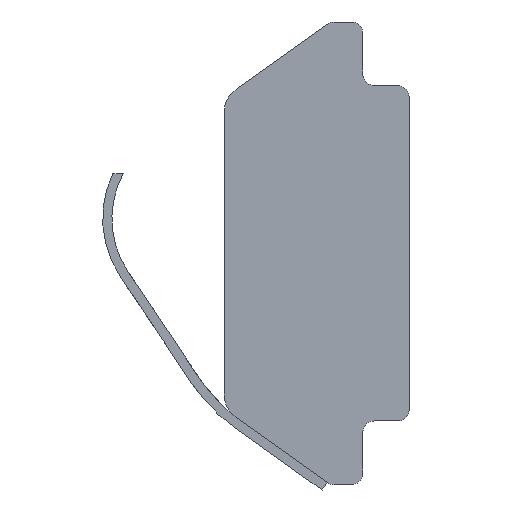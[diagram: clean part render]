
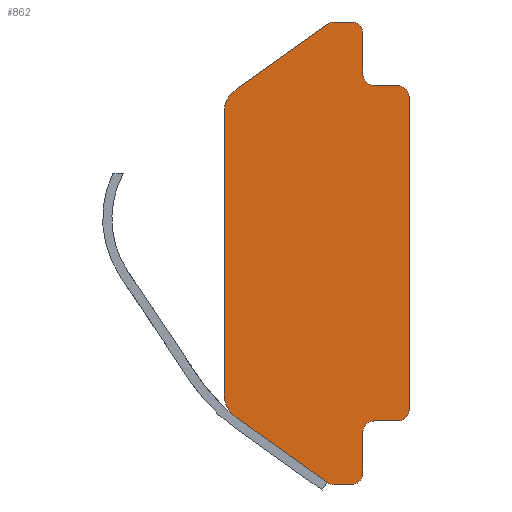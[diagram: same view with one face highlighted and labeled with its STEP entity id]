
A CAD part, front view. The second image highlights one B-rep face of the part: STEP entity #862.
In plain terms, the highlighted planar face has unit normal (0, -1, 0).
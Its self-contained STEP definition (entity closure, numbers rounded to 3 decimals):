
#42=PLANE('',#961);
#84=FACE_OUTER_BOUND('',#131,.T.);
#131=EDGE_LOOP('',(#750,#751,#752,#753,#754,#755,#756,#757,#758,#759,#760,
#761,#762,#763,#764,#765,#766,#767,#768,#769));
#179=LINE('',#1367,#260);
#184=LINE('',#1380,#265);
#188=LINE('',#1392,#269);
#192=LINE('',#1404,#273);
#196=LINE('',#1418,#277);
#200=LINE('',#1430,#281);
#204=LINE('',#1442,#285);
#208=LINE('',#1454,#289);
#212=LINE('',#1466,#293);
#215=LINE('',#1477,#296);
#260=VECTOR('',#1090,1000.);
#265=VECTOR('',#1103,1000.);
#269=VECTOR('',#1115,1000.);
#273=VECTOR('',#1127,1000.);
#277=VECTOR('',#1141,1000.);
#281=VECTOR('',#1153,1000.);
#285=VECTOR('',#1165,1000.);
#289=VECTOR('',#1177,1000.);
#293=VECTOR('',#1189,1000.);
#296=VECTOR('',#1202,1000.);
#319=CIRCLE('',#922,0.2);
#321=CIRCLE('',#926,0.2);
#323=CIRCLE('',#930,0.2);
#326=CIRCLE('',#935,0.2);
#328=CIRCLE('',#939,0.2);
#330=CIRCLE('',#943,0.2);
#332=CIRCLE('',#947,0.2);
#334=CIRCLE('',#951,0.5);
#336=CIRCLE('',#955,0.5);
#339=CIRCLE('',#960,0.2);
#385=VERTEX_POINT('',#1364);
#386=VERTEX_POINT('',#1366);
#388=VERTEX_POINT('',#1372);
#390=VERTEX_POINT('',#1378);
#392=VERTEX_POINT('',#1384);
#394=VERTEX_POINT('',#1390);
#396=VERTEX_POINT('',#1396);
#398=VERTEX_POINT('',#1402);
#401=VERTEX_POINT('',#1410);
#403=VERTEX_POINT('',#1416);
#405=VERTEX_POINT('',#1422);
#407=VERTEX_POINT('',#1428);
#409=VERTEX_POINT('',#1434);
#411=VERTEX_POINT('',#1440);
#413=VERTEX_POINT('',#1446);
#415=VERTEX_POINT('',#1452);
#417=VERTEX_POINT('',#1458);
#419=VERTEX_POINT('',#1464);
#421=VERTEX_POINT('',#1470);
#422=VERTEX_POINT('',#1475);
#487=EDGE_CURVE('',#386,#385,#179,.T.);
#491=EDGE_CURVE('',#385,#388,#319,.T.);
#494=EDGE_CURVE('',#388,#390,#184,.T.);
#497=EDGE_CURVE('',#392,#390,#321,.T.);
#500=EDGE_CURVE('',#392,#394,#188,.T.);
#503=EDGE_CURVE('',#394,#396,#323,.T.);
#506=EDGE_CURVE('',#396,#398,#192,.T.);
#510=EDGE_CURVE('',#398,#401,#326,.T.);
#513=EDGE_CURVE('',#401,#403,#196,.T.);
#516=EDGE_CURVE('',#405,#403,#328,.T.);
#519=EDGE_CURVE('',#405,#407,#200,.T.);
#522=EDGE_CURVE('',#407,#409,#330,.T.);
#525=EDGE_CURVE('',#409,#411,#204,.T.);
#528=EDGE_CURVE('',#411,#413,#332,.T.);
#531=EDGE_CURVE('',#413,#415,#208,.T.);
#534=EDGE_CURVE('',#415,#417,#334,.T.);
#537=EDGE_CURVE('',#417,#419,#212,.T.);
#540=EDGE_CURVE('',#419,#421,#336,.T.);
#543=EDGE_CURVE('',#421,#422,#215,.T.);
#545=EDGE_CURVE('',#422,#386,#339,.T.);
#750=ORIENTED_EDGE('',*,*,#487,.T.);
#751=ORIENTED_EDGE('',*,*,#491,.T.);
#752=ORIENTED_EDGE('',*,*,#494,.T.);
#753=ORIENTED_EDGE('',*,*,#497,.F.);
#754=ORIENTED_EDGE('',*,*,#500,.T.);
#755=ORIENTED_EDGE('',*,*,#503,.T.);
#756=ORIENTED_EDGE('',*,*,#506,.T.);
#757=ORIENTED_EDGE('',*,*,#510,.T.);
#758=ORIENTED_EDGE('',*,*,#513,.T.);
#759=ORIENTED_EDGE('',*,*,#516,.F.);
#760=ORIENTED_EDGE('',*,*,#519,.T.);
#761=ORIENTED_EDGE('',*,*,#522,.T.);
#762=ORIENTED_EDGE('',*,*,#525,.T.);
#763=ORIENTED_EDGE('',*,*,#528,.T.);
#764=ORIENTED_EDGE('',*,*,#531,.T.);
#765=ORIENTED_EDGE('',*,*,#534,.T.);
#766=ORIENTED_EDGE('',*,*,#537,.T.);
#767=ORIENTED_EDGE('',*,*,#540,.T.);
#768=ORIENTED_EDGE('',*,*,#543,.T.);
#769=ORIENTED_EDGE('',*,*,#545,.T.);
#862=ADVANCED_FACE('',(#84),#42,.T.);
#922=AXIS2_PLACEMENT_3D('',#1374,#1097,#1098);
#926=AXIS2_PLACEMENT_3D('',#1386,#1109,#1110);
#930=AXIS2_PLACEMENT_3D('',#1398,#1121,#1122);
#935=AXIS2_PLACEMENT_3D('',#1412,#1135,#1136);
#939=AXIS2_PLACEMENT_3D('',#1424,#1147,#1148);
#943=AXIS2_PLACEMENT_3D('',#1436,#1159,#1160);
#947=AXIS2_PLACEMENT_3D('',#1448,#1171,#1172);
#951=AXIS2_PLACEMENT_3D('',#1460,#1183,#1184);
#955=AXIS2_PLACEMENT_3D('',#1472,#1195,#1196);
#960=AXIS2_PLACEMENT_3D('',#1480,#1207,#1208);
#961=AXIS2_PLACEMENT_3D('',#1481,#1209,#1210);
#1090=DIRECTION('',(1.,0.,0.));
#1097=DIRECTION('center_axis',(0.,-1.,0.));
#1098=DIRECTION('ref_axis',(0.,0.,1.));
#1103=DIRECTION('',(0.,0.,1.));
#1109=DIRECTION('center_axis',(0.,-1.,0.));
#1110=DIRECTION('ref_axis',(0.,0.,1.));
#1115=DIRECTION('',(1.,0.,0.));
#1121=DIRECTION('center_axis',(0.,-1.,0.));
#1122=DIRECTION('ref_axis',(0.,0.,1.));
#1127=DIRECTION('',(0.,0.,1.));
#1135=DIRECTION('center_axis',(0.,-1.,0.));
#1136=DIRECTION('ref_axis',(0.,0.,1.));
#1141=DIRECTION('',(-1.,0.,0.));
#1147=DIRECTION('center_axis',(0.,-1.,0.));
#1148=DIRECTION('ref_axis',(0.,0.,1.));
#1153=DIRECTION('',(0.,0.,1.));
#1159=DIRECTION('center_axis',(0.,-1.,0.));
#1160=DIRECTION('ref_axis',(0.,0.,1.));
#1165=DIRECTION('',(-1.,0.,0.));
#1171=DIRECTION('center_axis',(0.,-1.,0.));
#1172=DIRECTION('ref_axis',(0.,0.,1.));
#1177=DIRECTION('',(-0.815,0.,-0.58));
#1183=DIRECTION('center_axis',(0.,-1.,0.));
#1184=DIRECTION('ref_axis',(0.,0.,1.));
#1189=DIRECTION('',(0.,0.,-1.));
#1195=DIRECTION('center_axis',(0.,-1.,0.));
#1196=DIRECTION('ref_axis',(0.,0.,1.));
#1202=DIRECTION('',(0.815,0.,-0.58));
#1207=DIRECTION('center_axis',(0.,-1.,0.));
#1208=DIRECTION('ref_axis',(0.,0.,1.));
#1209=DIRECTION('center_axis',(0.,-1.,0.));
#1210=DIRECTION('ref_axis',(0.,0.,1.));
#1364=CARTESIAN_POINT('',(-1.,-5.,-4.));
#1366=CARTESIAN_POINT('',(-1.296,-5.,-4.));
#1367=CARTESIAN_POINT('',(-1.296,-5.,-4.));
#1372=CARTESIAN_POINT('',(-0.8,-5.,-3.8));
#1374=CARTESIAN_POINT('Origin',(-1.,-5.,-3.8));
#1378=CARTESIAN_POINT('',(-0.8,-5.,-3.1));
#1380=CARTESIAN_POINT('',(-0.8,-5.,-3.8));
#1384=CARTESIAN_POINT('',(-0.6,-5.,-2.9));
#1386=CARTESIAN_POINT('Origin',(-0.6,-5.,-3.1));
#1390=CARTESIAN_POINT('',(-0.2,-5.,-2.9));
#1392=CARTESIAN_POINT('',(-0.6,-5.,-2.9));
#1396=CARTESIAN_POINT('',(0.,-5.,-2.7));
#1398=CARTESIAN_POINT('Origin',(-0.2,-5.,-2.7));
#1402=CARTESIAN_POINT('',(0.,-5.,2.7));
#1404=CARTESIAN_POINT('',(0.,-5.,-2.7));
#1410=CARTESIAN_POINT('',(-0.2,-5.,2.9));
#1412=CARTESIAN_POINT('Origin',(-0.2,-5.,2.7));
#1416=CARTESIAN_POINT('',(-0.6,-5.,2.9));
#1418=CARTESIAN_POINT('',(-0.2,-5.,2.9));
#1422=CARTESIAN_POINT('',(-0.8,-5.,3.1));
#1424=CARTESIAN_POINT('Origin',(-0.6,-5.,3.1));
#1428=CARTESIAN_POINT('',(-0.8,-5.,3.8));
#1430=CARTESIAN_POINT('',(-0.8,-5.,3.1));
#1434=CARTESIAN_POINT('',(-1.,-5.,4.));
#1436=CARTESIAN_POINT('Origin',(-1.,-5.,3.8));
#1440=CARTESIAN_POINT('',(-1.296,-5.,4.));
#1442=CARTESIAN_POINT('',(-1.,-5.,4.));
#1446=CARTESIAN_POINT('',(-1.412,-5.,3.963));
#1448=CARTESIAN_POINT('Origin',(-1.296,-5.,3.8));
#1452=CARTESIAN_POINT('',(-2.99,-5.,2.84));
#1454=CARTESIAN_POINT('',(-1.412,-5.,3.963));
#1458=CARTESIAN_POINT('',(-3.2,-5.,2.432));
#1460=CARTESIAN_POINT('Origin',(-2.7,-5.,2.432));
#1464=CARTESIAN_POINT('',(-3.2,-5.,-2.432));
#1466=CARTESIAN_POINT('',(-3.2,-5.,2.432));
#1470=CARTESIAN_POINT('',(-2.99,-5.,-2.84));
#1472=CARTESIAN_POINT('Origin',(-2.7,-5.,-2.432));
#1475=CARTESIAN_POINT('',(-1.412,-5.,-3.963));
#1477=CARTESIAN_POINT('',(-2.99,-5.,-2.84));
#1480=CARTESIAN_POINT('Origin',(-1.296,-5.,-3.8));
#1481=CARTESIAN_POINT('Origin',(-1.,-5.,-3.8));
